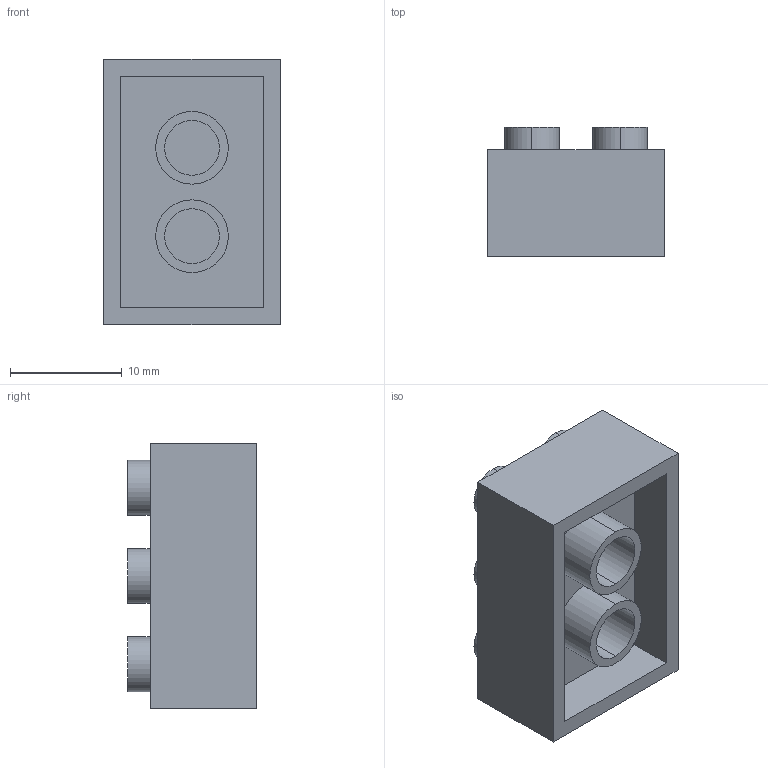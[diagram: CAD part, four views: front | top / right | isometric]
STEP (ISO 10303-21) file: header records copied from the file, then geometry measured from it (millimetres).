
FILE_DESCRIPTION (( 'STEP AP214' ), '1' );
FILE_NAME ('6_block.STEP', '2022-12-01T01:15:20', ( '' ), ( '' ), 'SwSTEP 2.0', 'SolidWorks 2021', '' );
FILE_SCHEMA (( 'AUTOMOTIVE_DESIGN' ));
Length unit declared in the file: millimetre
Products named in the file (1): 6_block
Bounding box: 15.8 x 11.5 x 23.7 mm (x, y, z)
Volume: 2838.4 mm3; surface area: 2238.7 mm2
Topology: 1 solids, 1 shells, 41 faces, 84 edges, 56 vertices
Faces by surface type: plane 21, cylinder 20
Entity records: 1132 total; most frequent: DIRECTION 208, CARTESIAN_POINT 182, ORIENTED_EDGE 168, EDGE_CURVE 84, AXIS2_PLACEMENT_3D 82, VERTEX_POINT 56, EDGE_LOOP 52, VECTOR 44
